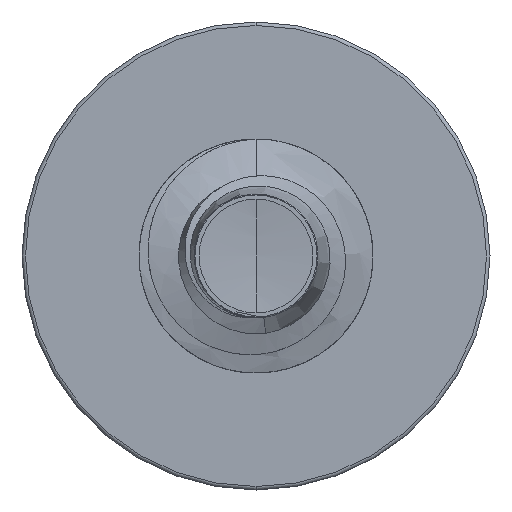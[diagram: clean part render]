
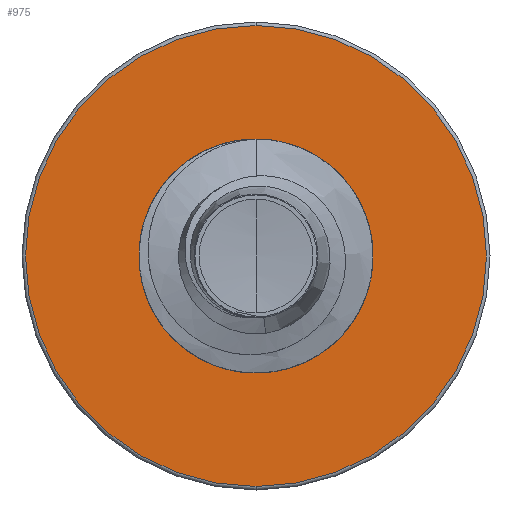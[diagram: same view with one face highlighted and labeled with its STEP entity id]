
A CAD part, front view. The second image highlights one B-rep face of the part: STEP entity #975.
In plain terms, the highlighted planar face has unit normal (0, -1, 0).
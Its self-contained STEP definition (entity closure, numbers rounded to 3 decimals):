
#533 = DIRECTION ( 'NONE',  ( 0., 0., 1. ) ) ;
#594 = CARTESIAN_POINT ( 'NONE',  ( 0., 30., 0. ) ) ;
#623 = ORIENTED_EDGE ( 'NONE', *, *, #13398, .F. ) ;
#975 = ADVANCED_FACE ( 'NONE', ( #14484, #25963 ), #2573, .F. ) ;
#1604 = CIRCLE ( 'NONE', #19466, 7.88 ) ;
#1928 = CIRCLE ( 'NONE', #12787, 7.88 ) ;
#2165 = CARTESIAN_POINT ( 'NONE',  ( 0., 30., 0. ) ) ;
#2573 = PLANE ( 'NONE',  #14937 ) ;
#2707 = DIRECTION ( 'NONE',  ( 0., 0., 1. ) ) ;
#3089 = ORIENTED_EDGE ( 'NONE', *, *, #6141, .T. ) ;
#4287 = DIRECTION ( 'NONE',  ( 0., 0., 1. ) ) ;
#4792 = AXIS2_PLACEMENT_3D ( 'NONE', #594, #14904, #2707 ) ;
#5267 = CARTESIAN_POINT ( 'NONE',  ( 0., 30., -3.694 ) ) ;
#5423 = EDGE_CURVE ( 'NONE', #18166, #24838, #24276, .T. ) ;
#6141 = EDGE_CURVE ( 'NONE', #24838, #18166, #18444, .T. ) ;
#7484 = EDGE_LOOP ( 'NONE', ( #623, #13576 ) ) ;
#7640 = EDGE_LOOP ( 'NONE', ( #3089, #13834 ) ) ;
#9369 = CARTESIAN_POINT ( 'NONE',  ( 0., 30., -7.88 ) ) ;
#10143 = DIRECTION ( 'NONE',  ( 0., 1., 0. ) ) ;
#10193 = VERTEX_POINT ( 'NONE', #9369 ) ;
#10586 = CARTESIAN_POINT ( 'NONE',  ( 0., 30., 7.88 ) ) ;
#11413 = CARTESIAN_POINT ( 'NONE',  ( 0., 30., 0. ) ) ;
#12270 = VERTEX_POINT ( 'NONE', #10586 ) ;
#12787 = AXIS2_PLACEMENT_3D ( 'NONE', #11413, #25197, #13418 ) ;
#12827 = DIRECTION ( 'NONE',  ( 0., 1., 0. ) ) ;
#12940 = AXIS2_PLACEMENT_3D ( 'NONE', #24299, #12827, #533 ) ;
#13398 = EDGE_CURVE ( 'NONE', #12270, #10193, #1928, .T. ) ;
#13418 = DIRECTION ( 'NONE',  ( 0., 0., 1. ) ) ;
#13576 = ORIENTED_EDGE ( 'NONE', *, *, #16436, .F. ) ;
#13834 = ORIENTED_EDGE ( 'NONE', *, *, #5423, .T. ) ;
#14484 = FACE_OUTER_BOUND ( 'NONE', #7484, .T. ) ;
#14904 = DIRECTION ( 'NONE',  ( 0., 1., 0. ) ) ;
#14937 = AXIS2_PLACEMENT_3D ( 'NONE', #5267, #10143, #23610 ) ;
#16392 = DIRECTION ( 'NONE',  ( 0., 1., 0. ) ) ;
#16436 = EDGE_CURVE ( 'NONE', #10193, #12270, #1604, .T. ) ;
#17720 = CARTESIAN_POINT ( 'NONE',  ( 0., 30., -3.694 ) ) ;
#18166 = VERTEX_POINT ( 'NONE', #17720 ) ;
#18444 = CIRCLE ( 'NONE', #12940, 3.694 ) ;
#18803 = CARTESIAN_POINT ( 'NONE',  ( 0., 30., 3.694 ) ) ;
#19466 = AXIS2_PLACEMENT_3D ( 'NONE', #2165, #16392, #4287 ) ;
#23610 = DIRECTION ( 'NONE',  ( 0., 0., 1. ) ) ;
#24276 = CIRCLE ( 'NONE', #4792, 3.694 ) ;
#24299 = CARTESIAN_POINT ( 'NONE',  ( 0., 30., 0. ) ) ;
#24838 = VERTEX_POINT ( 'NONE', #18803 ) ;
#25197 = DIRECTION ( 'NONE',  ( 0., 1., 0. ) ) ;
#25963 = FACE_BOUND ( 'NONE', #7640, .T. ) ;
